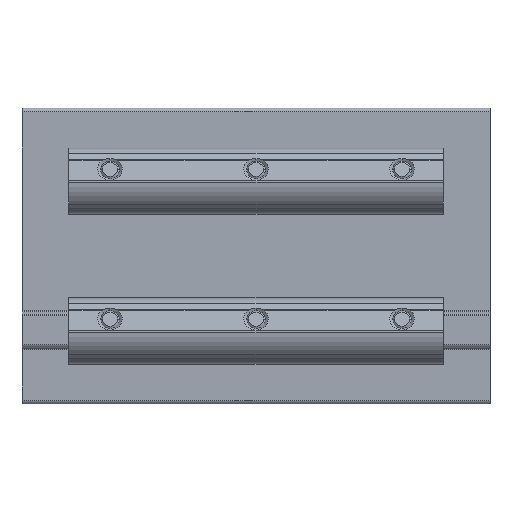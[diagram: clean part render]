
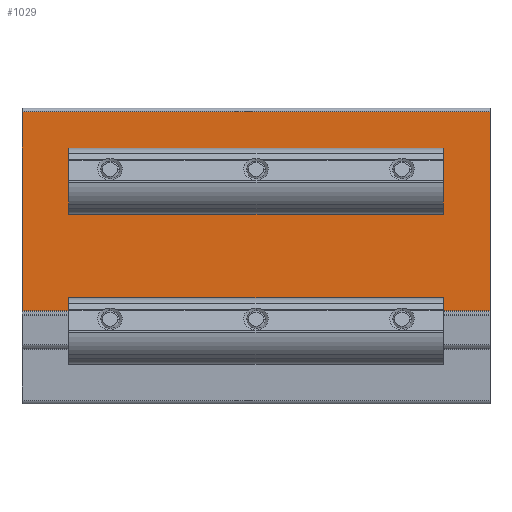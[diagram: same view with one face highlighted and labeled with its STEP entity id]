
A CAD part, front view. The second image highlights one B-rep face of the part: STEP entity #1029.
In plain terms, the highlighted planar face has unit normal (0, -1, 0).
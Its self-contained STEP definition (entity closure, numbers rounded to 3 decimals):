
#67 = DIRECTION ( 'NONE',  ( 0., 0., 1. ) ) ;
#241 = CARTESIAN_POINT ( 'NONE',  ( 0., 0., 22.556 ) ) ;
#379 = CARTESIAN_POINT ( 'NONE',  ( -45.7, 0., 15.426 ) ) ;
#518 =( BOUNDED_CURVE ( )  B_SPLINE_CURVE ( 3, ( #1788, #7689, #8927, #645 ),
 .UNSPECIFIED., .F., .F. ) 
 B_SPLINE_CURVE_WITH_KNOTS ( ( 4, 4 ),
 ( 0., 3.142 ),
 .UNSPECIFIED. ) 
 CURVE ( )  GEOMETRIC_REPRESENTATION_ITEM ( )  RATIONAL_B_SPLINE_CURVE ( ( 1., 0.333, 0.333, 1. ) ) 
 REPRESENTATION_ITEM ( '' )  );
#645 = CARTESIAN_POINT ( 'NONE',  ( 39., 0., 22.556 ) ) ;
#984 = VERTEX_POINT ( 'NONE', #9878 ) ;
#1029 = ADVANCED_FACE ( 'NONE', ( #5514, #10097, #15110, #13644 ), #10158, .T. ) ;
#1094 = EDGE_CURVE ( 'NONE', #984, #13457, #8846, .T. ) ;
#1625 = CARTESIAN_POINT ( 'NONE',  ( -62.5, 0., -14.6 ) ) ;
#1756 = VECTOR ( 'NONE', #4471, 1000. ) ;
#1788 = CARTESIAN_POINT ( 'NONE',  ( 39., 0., 15.426 ) ) ;
#2134 = EDGE_CURVE ( 'NONE', #9349, #12477, #13309, .T. ) ;
#2395 = VECTOR ( 'NONE', #67, 1000. ) ;
#2486 = VERTEX_POINT ( 'NONE', #14514 ) ;
#2519 = CARTESIAN_POINT ( 'NONE',  ( 39., 0., 15.426 ) ) ;
#2705 = DIRECTION ( 'NONE',  ( 0., 0., 1. ) ) ;
#2796 = EDGE_CURVE ( 'NONE', #13457, #984, #518, .T. ) ;
#2799 = EDGE_CURVE ( 'NONE', #12986, #9264, #11978, .T. ) ;
#3038 = CARTESIAN_POINT ( 'NONE',  ( 62.5, 0., 38.5 ) ) ;
#3373 = DIRECTION ( 'NONE',  ( 0., 0., 1. ) ) ;
#3528 = EDGE_CURVE ( 'NONE', #6989, #9349, #8398, .T. ) ;
#3605 = CARTESIAN_POINT ( 'NONE',  ( 62.5, 0., -14.6 ) ) ;
#3649 =( BOUNDED_CURVE ( )  B_SPLINE_CURVE ( 3, ( #5292, #6672, #11280, #14598 ),
 .UNSPECIFIED., .F., .F. ) 
 B_SPLINE_CURVE_WITH_KNOTS ( ( 4, 4 ),
 ( 3.142, 6.283 ),
 .UNSPECIFIED. ) 
 CURVE ( )  GEOMETRIC_REPRESENTATION_ITEM ( )  RATIONAL_B_SPLINE_CURVE ( ( 1., 0.333, 0.333, 1. ) ) 
 REPRESENTATION_ITEM ( '' )  );
#3714 = EDGE_LOOP ( 'NONE', ( #11257, #6693 ) ) ;
#3858 = EDGE_LOOP ( 'NONE', ( #8801, #8897 ) ) ;
#3965 = CARTESIAN_POINT ( 'NONE',  ( -6.7, 0., 22.556 ) ) ;
#4313 = CARTESIAN_POINT ( 'NONE',  ( -6.7, 0., 15.426 ) ) ;
#4471 = DIRECTION ( 'NONE',  ( -1., 0., 0. ) ) ;
#4538 = ORIENTED_EDGE ( 'NONE', *, *, #2134, .F. ) ;
#4745 = CARTESIAN_POINT ( 'NONE',  ( 45.7, 0., 22.556 ) ) ;
#5028 = CARTESIAN_POINT ( 'NONE',  ( 62.5, 0., -14.6 ) ) ;
#5116 = CARTESIAN_POINT ( 'NONE',  ( -39., 0., 15.426 ) ) ;
#5133 = CARTESIAN_POINT ( 'NONE',  ( 39., 0., 15.426 ) ) ;
#5292 = CARTESIAN_POINT ( 'NONE',  ( 0., 0., 22.556 ) ) ;
#5368 =( BOUNDED_CURVE ( )  B_SPLINE_CURVE ( 3, ( #5116, #379, #8413, #6120 ),
 .UNSPECIFIED., .F., .F. ) 
 B_SPLINE_CURVE_WITH_KNOTS ( ( 4, 4 ),
 ( 0., 3.142 ),
 .UNSPECIFIED. ) 
 CURVE ( )  GEOMETRIC_REPRESENTATION_ITEM ( )  RATIONAL_B_SPLINE_CURVE ( ( 1., 0.333, 0.333, 1. ) ) 
 REPRESENTATION_ITEM ( '' )  );
#5514 = FACE_BOUND ( 'NONE', #3714, .T. ) ;
#5575 = EDGE_LOOP ( 'NONE', ( #11091, #10602 ) ) ;
#5620 = LINE ( 'NONE', #15062, #1756 ) ;
#6120 = CARTESIAN_POINT ( 'NONE',  ( -39., 0., 22.556 ) ) ;
#6246 = EDGE_CURVE ( 'NONE', #13323, #2486, #3649, .T. ) ;
#6492 = ORIENTED_EDGE ( 'NONE', *, *, #3528, .F. ) ;
#6672 = CARTESIAN_POINT ( 'NONE',  ( 6.7, 0., 22.556 ) ) ;
#6693 = ORIENTED_EDGE ( 'NONE', *, *, #6246, .T. ) ;
#6706 = EDGE_CURVE ( 'NONE', #2486, #13323, #6779, .T. ) ;
#6779 =( BOUNDED_CURVE ( )  B_SPLINE_CURVE ( 3, ( #10117, #4313, #3965, #9852 ),
 .UNSPECIFIED., .F., .F. ) 
 B_SPLINE_CURVE_WITH_KNOTS ( ( 4, 4 ),
 ( 0., 3.142 ),
 .UNSPECIFIED. ) 
 CURVE ( )  GEOMETRIC_REPRESENTATION_ITEM ( )  RATIONAL_B_SPLINE_CURVE ( ( 1., 0.333, 0.333, 1. ) ) 
 REPRESENTATION_ITEM ( '' )  );
#6989 = VERTEX_POINT ( 'NONE', #3605 ) ;
#7040 = CARTESIAN_POINT ( 'NONE',  ( 45.7, 0., 15.426 ) ) ;
#7548 = ORIENTED_EDGE ( 'NONE', *, *, #8235, .T. ) ;
#7689 = CARTESIAN_POINT ( 'NONE',  ( 32.3, 0., 15.426 ) ) ;
#7769 = AXIS2_PLACEMENT_3D ( 'NONE', #11500, #9190, #3373 ) ;
#8090 = LINE ( 'NONE', #11699, #2395 ) ;
#8235 = EDGE_CURVE ( 'NONE', #6989, #11536, #8090, .T. ) ;
#8398 = LINE ( 'NONE', #5028, #8810 ) ;
#8413 = CARTESIAN_POINT ( 'NONE',  ( -45.7, 0., 22.556 ) ) ;
#8422 = CARTESIAN_POINT ( 'NONE',  ( 39., 0., 22.556 ) ) ;
#8471 = DIRECTION ( 'NONE',  ( -1., 0., 0. ) ) ;
#8801 = ORIENTED_EDGE ( 'NONE', *, *, #2796, .T. ) ;
#8810 = VECTOR ( 'NONE', #8471, 1000. ) ;
#8846 =( BOUNDED_CURVE ( )  B_SPLINE_CURVE ( 3, ( #8422, #4745, #7040, #2519 ),
 .UNSPECIFIED., .F., .F. ) 
 B_SPLINE_CURVE_WITH_KNOTS ( ( 4, 4 ),
 ( 3.142, 6.283 ),
 .UNSPECIFIED. ) 
 CURVE ( )  GEOMETRIC_REPRESENTATION_ITEM ( )  RATIONAL_B_SPLINE_CURVE ( ( 1., 0.333, 0.333, 1. ) ) 
 REPRESENTATION_ITEM ( '' )  );
#8897 = ORIENTED_EDGE ( 'NONE', *, *, #1094, .T. ) ;
#8927 = CARTESIAN_POINT ( 'NONE',  ( 32.3, 0., 22.556 ) ) ;
#9190 = DIRECTION ( 'NONE',  ( 0., -1., 0. ) ) ;
#9264 = VERTEX_POINT ( 'NONE', #13784 ) ;
#9349 = VERTEX_POINT ( 'NONE', #14556 ) ;
#9852 = CARTESIAN_POINT ( 'NONE',  ( 0., 0., 22.556 ) ) ;
#9878 = CARTESIAN_POINT ( 'NONE',  ( 39., 0., 22.556 ) ) ;
#10055 = CARTESIAN_POINT ( 'NONE',  ( -32.3, 0., 22.556 ) ) ;
#10097 = FACE_BOUND ( 'NONE', #5575, .T. ) ;
#10117 = CARTESIAN_POINT ( 'NONE',  ( 0., 0., 15.426 ) ) ;
#10158 = PLANE ( 'NONE',  #7769 ) ;
#10183 = CARTESIAN_POINT ( 'NONE',  ( -39., 0., 22.556 ) ) ;
#10602 = ORIENTED_EDGE ( 'NONE', *, *, #2799, .T. ) ;
#10963 = CARTESIAN_POINT ( 'NONE',  ( -62.5, 0., 38.5 ) ) ;
#11091 = ORIENTED_EDGE ( 'NONE', *, *, #14636, .T. ) ;
#11257 = ORIENTED_EDGE ( 'NONE', *, *, #6706, .T. ) ;
#11280 = CARTESIAN_POINT ( 'NONE',  ( 6.7, 0., 15.426 ) ) ;
#11383 = CARTESIAN_POINT ( 'NONE',  ( -39., 0., 15.426 ) ) ;
#11500 = CARTESIAN_POINT ( 'NONE',  ( 62.5, 0., -14.6 ) ) ;
#11536 = VERTEX_POINT ( 'NONE', #3038 ) ;
#11620 = EDGE_LOOP ( 'NONE', ( #4538, #6492, #7548, #13167 ) ) ;
#11699 = CARTESIAN_POINT ( 'NONE',  ( 62.5, 0., -14.6 ) ) ;
#11978 =( BOUNDED_CURVE ( )  B_SPLINE_CURVE ( 3, ( #12372, #10055, #13601, #11383 ),
 .UNSPECIFIED., .F., .F. ) 
 B_SPLINE_CURVE_WITH_KNOTS ( ( 4, 4 ),
 ( 3.142, 6.283 ),
 .UNSPECIFIED. ) 
 CURVE ( )  GEOMETRIC_REPRESENTATION_ITEM ( )  RATIONAL_B_SPLINE_CURVE ( ( 1., 0.333, 0.333, 1. ) ) 
 REPRESENTATION_ITEM ( '' )  );
#12372 = CARTESIAN_POINT ( 'NONE',  ( -39., 0., 22.556 ) ) ;
#12477 = VERTEX_POINT ( 'NONE', #10963 ) ;
#12986 = VERTEX_POINT ( 'NONE', #10183 ) ;
#13006 = EDGE_CURVE ( 'NONE', #11536, #12477, #5620, .T. ) ;
#13167 = ORIENTED_EDGE ( 'NONE', *, *, #13006, .T. ) ;
#13309 = LINE ( 'NONE', #1625, #14431 ) ;
#13323 = VERTEX_POINT ( 'NONE', #241 ) ;
#13457 = VERTEX_POINT ( 'NONE', #5133 ) ;
#13601 = CARTESIAN_POINT ( 'NONE',  ( -32.3, 0., 15.426 ) ) ;
#13644 = FACE_BOUND ( 'NONE', #3858, .T. ) ;
#13784 = CARTESIAN_POINT ( 'NONE',  ( -39., 0., 15.426 ) ) ;
#14431 = VECTOR ( 'NONE', #2705, 1000. ) ;
#14514 = CARTESIAN_POINT ( 'NONE',  ( 0., 0., 15.426 ) ) ;
#14556 = CARTESIAN_POINT ( 'NONE',  ( -62.5, 0., -14.6 ) ) ;
#14598 = CARTESIAN_POINT ( 'NONE',  ( 0., 0., 15.426 ) ) ;
#14636 = EDGE_CURVE ( 'NONE', #9264, #12986, #5368, .T. ) ;
#15062 = CARTESIAN_POINT ( 'NONE',  ( 62.5, 0., 38.5 ) ) ;
#15110 = FACE_OUTER_BOUND ( 'NONE', #11620, .T. ) ;
